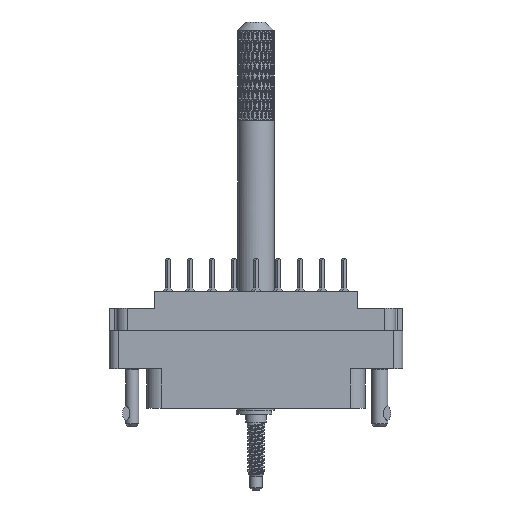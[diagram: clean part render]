
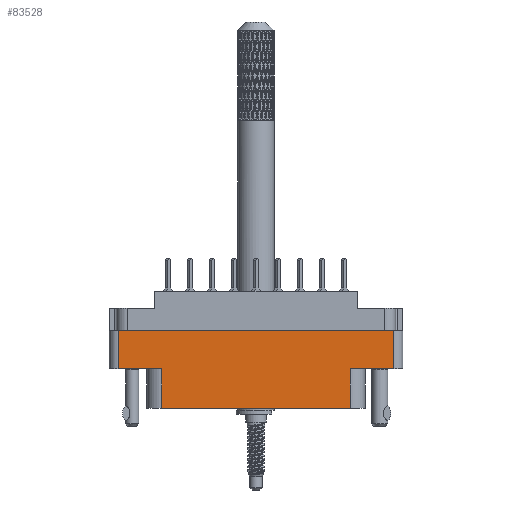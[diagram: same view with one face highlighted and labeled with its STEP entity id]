
A CAD part, front view. The second image highlights one B-rep face of the part: STEP entity #83528.
In plain terms, the highlighted planar face has unit normal (0, -1, 0).
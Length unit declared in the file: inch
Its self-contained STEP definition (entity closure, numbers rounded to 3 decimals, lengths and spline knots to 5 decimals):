
#380 = EDGE_CURVE ( 'NONE', #92046, #67687, #40602, .T. ) ;
#3843 = DIRECTION ( 'NONE',  ( 0., 0., -1. ) ) ;
#4202 = VERTEX_POINT ( 'NONE', #108374 ) ;
#12611 = ORIENTED_EDGE ( 'NONE', *, *, #45299, .F. ) ;
#13621 = CARTESIAN_POINT ( 'NONE',  ( -0.938, -0.438, -0.798 ) ) ;
#13718 = CARTESIAN_POINT ( 'NONE',  ( -0.938, -0.438, -0.798 ) ) ;
#18393 = CARTESIAN_POINT ( 'NONE',  ( -0.644, -0.438, -0.798 ) ) ;
#19855 = AXIS2_PLACEMENT_3D ( 'NONE', #13621, #30188, #3843 ) ;
#20198 = LINE ( 'NONE', #96914, #95692 ) ;
#23533 = CARTESIAN_POINT ( 'NONE',  ( 0.644, -0.438, -0.529 ) ) ;
#24718 = DIRECTION ( 'NONE',  ( 1., 0., 0. ) ) ;
#26461 = CARTESIAN_POINT ( 'NONE',  ( 0.938, -0.438, -0.798 ) ) ;
#29546 = EDGE_CURVE ( 'NONE', #77565, #100963, #34648, .T. ) ;
#29865 = DIRECTION ( 'NONE',  ( 0., 0., -1. ) ) ;
#30188 = DIRECTION ( 'NONE',  ( 0., -1., 0. ) ) ;
#31971 = ORIENTED_EDGE ( 'NONE', *, *, #42945, .T. ) ;
#34648 = LINE ( 'NONE', #23533, #77822 ) ;
#36715 = ORIENTED_EDGE ( 'NONE', *, *, #29546, .F. ) ;
#39002 = FACE_OUTER_BOUND ( 'NONE', #77488, .T. ) ;
#40602 = LINE ( 'NONE', #79120, #60792 ) ;
#42945 = EDGE_CURVE ( 'NONE', #74021, #100963, #57977, .T. ) ;
#43704 = CARTESIAN_POINT ( 'NONE',  ( -0.938, -0.438, -0.798 ) ) ;
#44862 = DIRECTION ( 'NONE',  ( 1., 0., 0. ) ) ;
#44943 = DIRECTION ( 'NONE',  ( -1., 0., 0. ) ) ;
#45299 = EDGE_CURVE ( 'NONE', #82087, #87437, #54932, .T. ) ;
#49550 = LINE ( 'NONE', #43704, #53551 ) ;
#50386 = CARTESIAN_POINT ( 'NONE',  ( 0.644, -0.438, -0.529 ) ) ;
#50839 = EDGE_CURVE ( 'NONE', #92046, #82087, #49550, .T. ) ;
#50853 = VECTOR ( 'NONE', #87835, 39.37008 ) ;
#52758 = VECTOR ( 'NONE', #29865, 39.37008 ) ;
#53551 = VECTOR ( 'NONE', #95678, 39.37008 ) ;
#54932 = LINE ( 'NONE', #110497, #98148 ) ;
#55693 = EDGE_CURVE ( 'NONE', #4202, #77565, #20198, .T. ) ;
#56191 = LINE ( 'NONE', #26461, #50853 ) ;
#56916 = DIRECTION ( 'NONE',  ( 1., 0., 0. ) ) ;
#57214 = CARTESIAN_POINT ( 'NONE',  ( -0.938, -0.438, -0.529 ) ) ;
#57977 = LINE ( 'NONE', #13718, #95805 ) ;
#60792 = VECTOR ( 'NONE', #44862, 39.37008 ) ;
#62844 = CARTESIAN_POINT ( 'NONE',  ( 0.938, -0.438, -0.268 ) ) ;
#63056 = CARTESIAN_POINT ( 'NONE',  ( 0.644, -0.438, -0.798 ) ) ;
#64189 = ORIENTED_EDGE ( 'NONE', *, *, #50839, .F. ) ;
#64810 = LINE ( 'NONE', #107765, #52758 ) ;
#67687 = VERTEX_POINT ( 'NONE', #110916 ) ;
#71872 = ORIENTED_EDGE ( 'NONE', *, *, #108031, .T. ) ;
#74021 = VERTEX_POINT ( 'NONE', #18393 ) ;
#77488 = EDGE_LOOP ( 'NONE', ( #106870, #31971, #36715, #109714, #71872, #12611, #64189, #88333 ) ) ;
#77565 = VERTEX_POINT ( 'NONE', #50386 ) ;
#77822 = VECTOR ( 'NONE', #92470, 39.37008 ) ;
#79120 = CARTESIAN_POINT ( 'NONE',  ( 0., -0.438, -0.529 ) ) ;
#82087 = VERTEX_POINT ( 'NONE', #91382 ) ;
#83528 = ADVANCED_FACE ( 'NONE', ( #39002 ), #90059, .T. ) ;
#87437 = VERTEX_POINT ( 'NONE', #62844 ) ;
#87835 = DIRECTION ( 'NONE',  ( 0., 0., 1. ) ) ;
#88333 = ORIENTED_EDGE ( 'NONE', *, *, #380, .T. ) ;
#90059 = PLANE ( 'NONE',  #19855 ) ;
#91382 = CARTESIAN_POINT ( 'NONE',  ( -0.938, -0.438, -0.268 ) ) ;
#92046 = VERTEX_POINT ( 'NONE', #57214 ) ;
#92470 = DIRECTION ( 'NONE',  ( 0., 0., -1. ) ) ;
#93367 = EDGE_CURVE ( 'NONE', #67687, #74021, #64810, .T. ) ;
#95678 = DIRECTION ( 'NONE',  ( 0., 0., 1. ) ) ;
#95692 = VECTOR ( 'NONE', #44943, 39.37008 ) ;
#95805 = VECTOR ( 'NONE', #56916, 39.37008 ) ;
#96914 = CARTESIAN_POINT ( 'NONE',  ( 0., -0.438, -0.529 ) ) ;
#98148 = VECTOR ( 'NONE', #24718, 39.37008 ) ;
#100963 = VERTEX_POINT ( 'NONE', #63056 ) ;
#106870 = ORIENTED_EDGE ( 'NONE', *, *, #93367, .T. ) ;
#107765 = CARTESIAN_POINT ( 'NONE',  ( -0.644, -0.438, -0.529 ) ) ;
#108031 = EDGE_CURVE ( 'NONE', #4202, #87437, #56191, .T. ) ;
#108374 = CARTESIAN_POINT ( 'NONE',  ( 0.938, -0.438, -0.529 ) ) ;
#109714 = ORIENTED_EDGE ( 'NONE', *, *, #55693, .F. ) ;
#110497 = CARTESIAN_POINT ( 'NONE',  ( -1., -0.438, -0.268 ) ) ;
#110916 = CARTESIAN_POINT ( 'NONE',  ( -0.644, -0.438, -0.529 ) ) ;
